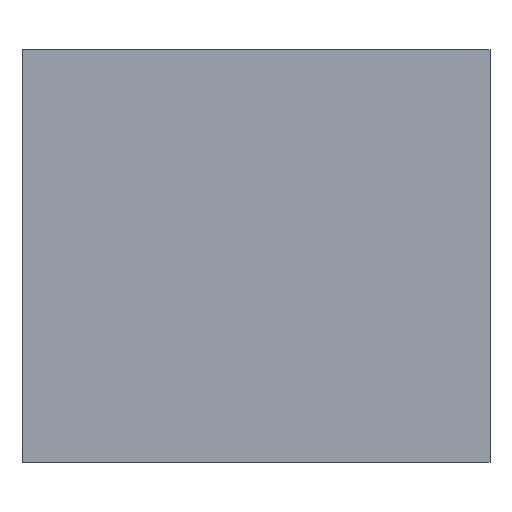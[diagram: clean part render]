
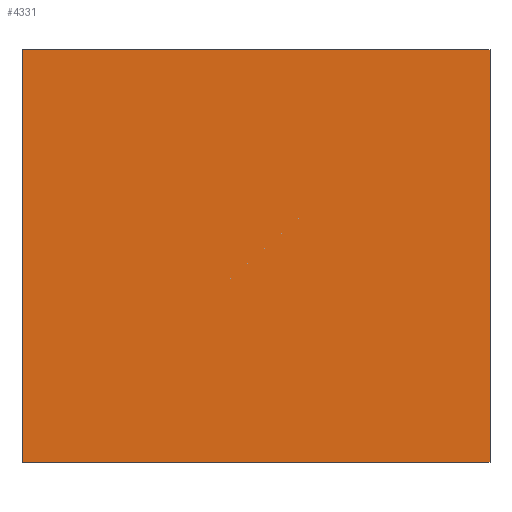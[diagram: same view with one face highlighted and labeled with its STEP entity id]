
A CAD part, front view. The second image highlights one B-rep face of the part: STEP entity #4331.
In plain terms, the highlighted planar face has unit normal (0, -1, 0).
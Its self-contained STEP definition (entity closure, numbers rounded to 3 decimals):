
#526 = CARTESIAN_POINT ( 'NONE',  ( -102.5, 0., 0. ) ) ;
#534 = LINE ( 'NONE', #1009, #4197 ) ;
#567 = ORIENTED_EDGE ( 'NONE', *, *, #4055, .F. ) ;
#692 = EDGE_CURVE ( 'NONE', #4527, #2113, #2502, .T. ) ;
#749 = DIRECTION ( 'NONE',  ( 0., 0., 1. ) ) ;
#759 = CARTESIAN_POINT ( 'NONE',  ( 407.5, 0., 0. ) ) ;
#783 = CARTESIAN_POINT ( 'NONE',  ( 305., 0., 0. ) ) ;
#828 = LINE ( 'NONE', #2149, #3567 ) ;
#1009 = CARTESIAN_POINT ( 'NONE',  ( 0., 0., -450. ) ) ;
#1128 = VERTEX_POINT ( 'NONE', #526 ) ;
#1239 = EDGE_CURVE ( 'NONE', #1598, #4527, #534, .T. ) ;
#1308 = EDGE_LOOP ( 'NONE', ( #2229, #567, #5708, #2902 ) ) ;
#1598 = VERTEX_POINT ( 'NONE', #4959 ) ;
#1932 = CARTESIAN_POINT ( 'NONE',  ( 407.5, 0., -450. ) ) ;
#1952 = VECTOR ( 'NONE', #4789, 1000. ) ;
#2113 = VERTEX_POINT ( 'NONE', #759 ) ;
#2149 = CARTESIAN_POINT ( 'NONE',  ( -102.5, 0., -450. ) ) ;
#2229 = ORIENTED_EDGE ( 'NONE', *, *, #4650, .F. ) ;
#2496 = DIRECTION ( 'NONE',  ( 1., 0., 0. ) ) ;
#2502 = LINE ( 'NONE', #5782, #2632 ) ;
#2632 = VECTOR ( 'NONE', #4805, 1000. ) ;
#2830 = DIRECTION ( 'NONE',  ( 1., 0., 0. ) ) ;
#2902 = ORIENTED_EDGE ( 'NONE', *, *, #692, .T. ) ;
#2978 = PLANE ( 'NONE',  #5767 ) ;
#3009 = CARTESIAN_POINT ( 'NONE',  ( 305., 0., -450. ) ) ;
#3068 = FACE_OUTER_BOUND ( 'NONE', #1308, .T. ) ;
#3567 = VECTOR ( 'NONE', #749, 1000. ) ;
#4055 = EDGE_CURVE ( 'NONE', #1598, #1128, #828, .T. ) ;
#4197 = VECTOR ( 'NONE', #2830, 1000. ) ;
#4331 = ADVANCED_FACE ( 'NONE', ( #3068 ), #2978, .T. ) ;
#4527 = VERTEX_POINT ( 'NONE', #1932 ) ;
#4650 = EDGE_CURVE ( 'NONE', #1128, #2113, #5799, .T. ) ;
#4789 = DIRECTION ( 'NONE',  ( 1., 0., 0. ) ) ;
#4805 = DIRECTION ( 'NONE',  ( 0., 0., 1. ) ) ;
#4959 = CARTESIAN_POINT ( 'NONE',  ( -102.5, 0., -450. ) ) ;
#5379 = DIRECTION ( 'NONE',  ( 0., -1., 0. ) ) ;
#5708 = ORIENTED_EDGE ( 'NONE', *, *, #1239, .T. ) ;
#5767 = AXIS2_PLACEMENT_3D ( 'NONE', #3009, #5379, #2496 ) ;
#5782 = CARTESIAN_POINT ( 'NONE',  ( 407.5, 0., -450. ) ) ;
#5799 = LINE ( 'NONE', #783, #1952 ) ;
